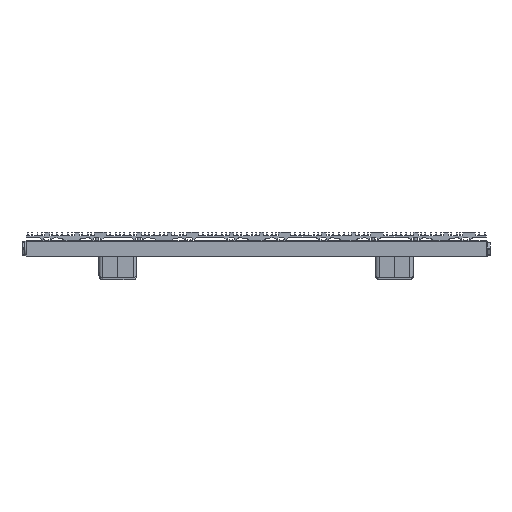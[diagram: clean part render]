
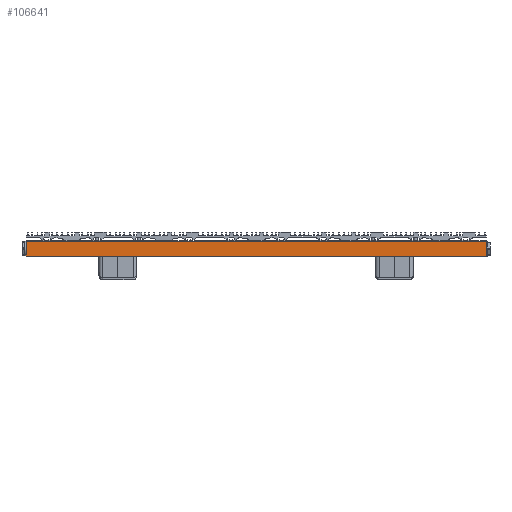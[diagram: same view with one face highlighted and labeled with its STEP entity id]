
A CAD part, front view. The second image highlights one B-rep face of the part: STEP entity #106641.
In plain terms, the highlighted planar face has unit normal (0, -1, 0).
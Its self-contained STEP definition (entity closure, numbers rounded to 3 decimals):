
#46992=DIRECTION('',(0.,0.,-1.));
#46993=VECTOR('',#46992,24.);
#46994=CARTESIAN_POINT('',(0.,-726.,-1.));
#46995=LINE('',#46994,#46993);
#46999=DIRECTION('',(-1.,0.,0.));
#47000=VECTOR('',#46999,754.);
#47001=CARTESIAN_POINT('',(0.,-726.,-25.));
#47002=LINE('',#47001,#47000);
#47006=DIRECTION('',(-1.,0.,0.));
#47007=VECTOR('',#47006,754.);
#47008=CARTESIAN_POINT('',(0.,-726.,-1.));
#47009=LINE('',#47008,#47007);
#47029=DIRECTION('',(0.,0.,-1.));
#47030=VECTOR('',#47029,24.);
#47031=CARTESIAN_POINT('',(-754.,-726.,-1.));
#47032=LINE('',#47031,#47030);
#57959=CARTESIAN_POINT('',(-754.,-726.,-1.));
#57961=VERTEX_POINT('',#57959);
#57968=CARTESIAN_POINT('',(-754.,-726.,-25.));
#57970=VERTEX_POINT('',#57968);
#57987=CARTESIAN_POINT('',(0.,-726.,-1.));
#57988=CARTESIAN_POINT('',(0.,-726.,-25.));
#57989=VERTEX_POINT('',#57987);
#57990=VERTEX_POINT('',#57988);
#106628=CARTESIAN_POINT('',(5246.,-726.,0.));
#106629=DIRECTION('',(0.,-1.,0.));
#106630=DIRECTION('',(0.,0.,-1.));
#106631=AXIS2_PLACEMENT_3D('',#106628,#106629,#106630);
#106632=PLANE('',#106631);
#106633=ORIENTED_EDGE('',*,*,#67136,.T.);
#106635=ORIENTED_EDGE('',*,*,#106634,.T.);
#106637=ORIENTED_EDGE('',*,*,#106636,.F.);
#106638=ORIENTED_EDGE('',*,*,#71576,.F.);
#106639=EDGE_LOOP('',(#106633,#106635,#106637,#106638));
#106640=FACE_OUTER_BOUND('',#106639,.F.);
#67136=EDGE_CURVE('',#57989,#57990,#46995,.T.);
#71576=EDGE_CURVE('',#57989,#57961,#47009,.T.);
#106634=EDGE_CURVE('',#57990,#57970,#47002,.T.);
#106636=EDGE_CURVE('',#57961,#57970,#47032,.T.);
#106641=ADVANCED_FACE('',(#106640),#106632,.T.);
